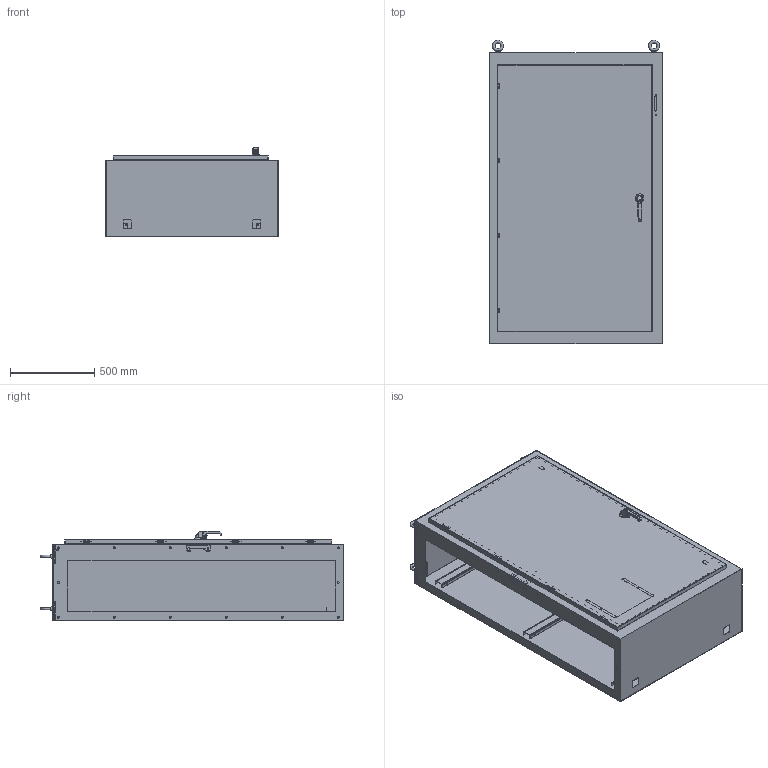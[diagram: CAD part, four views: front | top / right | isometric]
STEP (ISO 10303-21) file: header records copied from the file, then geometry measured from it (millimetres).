
FILE_DESCRIPTION (( 'STEP AP214' ), '1' );
FILE_NAME ('SCE-N68RX4018.STEP', '2024-05-02T19:51:26', ( '' ), ( '' ), 'SwSTEP 2.0', 'SolidWorks 2023', '' );
FILE_SCHEMA (( 'AUTOMOTIVE_DESIGN' ));
Length unit declared in the file: inch
Products named in the file (1): SCE-N68RX4018
Bounding box: 1022.35 x 1801.99 x 534.57 mm (x, y, z)
Volume: 17362934.7 mm3; surface area: 12912072.9 mm2
Topology: 31 solids, 35 shells, 4314 faces, 10908 edges, 6692 vertices
Faces by surface type: plane 1670, cylinder 1528, torus 449, bspline 428, sphere 122, cone 117
Full cylindrical faces by diameter (mm): 1.016 x4, 3.978 x4, 4.318 x20, 4.978 x16, 5.016 x2, 5.207 x8, 5.232 x8, 5.537 x4, 6.096 x8, 6.198 x8, 6.35 x8, 7.137 x2, 9.525 x10, 10.323 x8, 11.112 x7, 11.113 x5, 15.24 x4, 16 x1, 22 x1, 29.8 x4
Entity records: 189932 total; most frequent: CARTESIAN_POINT 90621, ORIENTED_EDGE 21028, DIRECTION 19809, EDGE_CURVE 10514, AXIS2_PLACEMENT_3D 7405, VERTEX_POINT 6579, VECTOR 4999, LINE 4999
